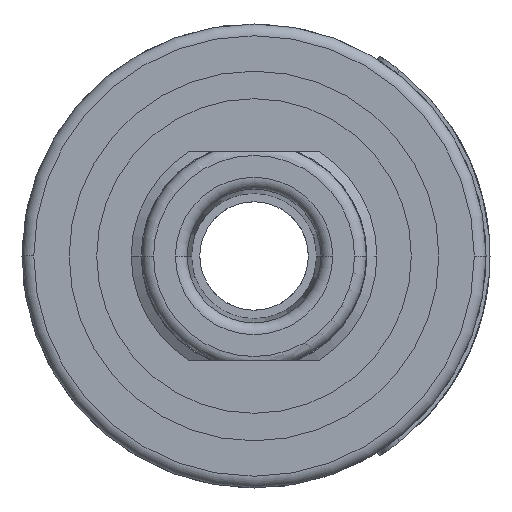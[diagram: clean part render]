
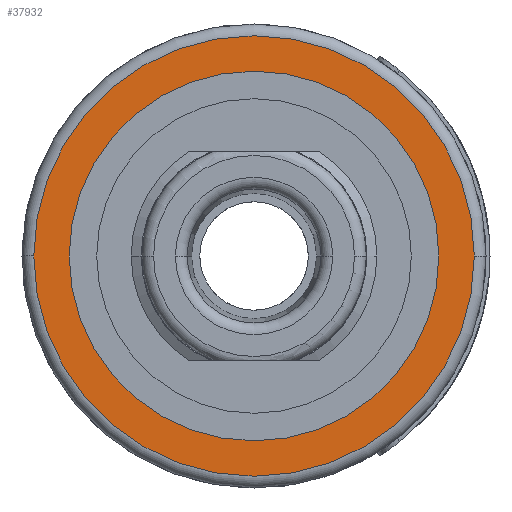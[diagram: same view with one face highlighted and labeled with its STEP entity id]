
A CAD part, left-side view. The second image highlights one B-rep face of the part: STEP entity #37932.
In plain terms, the highlighted planar face has unit normal (-1, 0, 0).
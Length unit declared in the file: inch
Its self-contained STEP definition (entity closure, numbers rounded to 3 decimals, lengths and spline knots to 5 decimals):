
#1609 = CARTESIAN_POINT ( 'NONE',  ( -0.53, 0., 0. ) ) ;
#2497 = CIRCLE ( 'NONE', #7871, 0.56 ) ;
#2960 = AXIS2_PLACEMENT_3D ( 'NONE', #71186, #4678, #44909 ) ;
#4608 = EDGE_LOOP ( 'NONE', ( #25684, #69823 ) ) ;
#4678 = DIRECTION ( 'NONE',  ( -1., 0., 0. ) ) ;
#7387 = FACE_OUTER_BOUND ( 'NONE', #4608, .T. ) ;
#7871 = AXIS2_PLACEMENT_3D ( 'NONE', #86996, #10486, #36174 ) ;
#10486 = DIRECTION ( 'NONE',  ( -1., 0., 0. ) ) ;
#12679 = VERTEX_POINT ( 'NONE', #74141 ) ;
#13138 = VERTEX_POINT ( 'NONE', #34805 ) ;
#15211 = DIRECTION ( 'NONE',  ( 1., 0., 0. ) ) ;
#23577 = FACE_BOUND ( 'NONE', #45498, .T. ) ;
#25684 = ORIENTED_EDGE ( 'NONE', *, *, #27646, .T. ) ;
#26047 = CARTESIAN_POINT ( 'NONE',  ( -0.53, 0., 0. ) ) ;
#26452 = CARTESIAN_POINT ( 'NONE',  ( -0.53, 0., -0.56 ) ) ;
#27646 = EDGE_CURVE ( 'NONE', #12679, #76995, #98323, .T. ) ;
#34805 = CARTESIAN_POINT ( 'NONE',  ( -0.53, 0., -0.47 ) ) ;
#36174 = DIRECTION ( 'NONE',  ( 0., 0., 1. ) ) ;
#37932 = ADVANCED_FACE ( 'NONE', ( #23577, #7387 ), #77194, .F. ) ;
#40476 = CIRCLE ( 'NONE', #2960, 0.47 ) ;
#41546 = VERTEX_POINT ( 'NONE', #48584 ) ;
#44139 = CIRCLE ( 'NONE', #60097, 0.47 ) ;
#44909 = DIRECTION ( 'NONE',  ( 0., 0., 1. ) ) ;
#45498 = EDGE_LOOP ( 'NONE', ( #62774, #102376 ) ) ;
#48584 = CARTESIAN_POINT ( 'NONE',  ( -0.53, 0., 0.47 ) ) ;
#51730 = DIRECTION ( 'NONE',  ( 0., 0., 1. ) ) ;
#53678 = AXIS2_PLACEMENT_3D ( 'NONE', #26047, #103657, #51730 ) ;
#54598 = DIRECTION ( 'NONE',  ( 0., 0., 1. ) ) ;
#58087 = EDGE_CURVE ( 'NONE', #13138, #41546, #44139, .T. ) ;
#59249 = DIRECTION ( 'NONE',  ( 0., 0., -1. ) ) ;
#60097 = AXIS2_PLACEMENT_3D ( 'NONE', #1609, #69802, #54598 ) ;
#62774 = ORIENTED_EDGE ( 'NONE', *, *, #97984, .F. ) ;
#69802 = DIRECTION ( 'NONE',  ( -1., 0., 0. ) ) ;
#69823 = ORIENTED_EDGE ( 'NONE', *, *, #99859, .T. ) ;
#71186 = CARTESIAN_POINT ( 'NONE',  ( -0.53, 0., 0. ) ) ;
#74141 = CARTESIAN_POINT ( 'NONE',  ( -0.53, 0., 0.56 ) ) ;
#76995 = VERTEX_POINT ( 'NONE', #26452 ) ;
#77194 = PLANE ( 'NONE',  #90142 ) ;
#86996 = CARTESIAN_POINT ( 'NONE',  ( -0.53, 0., 0. ) ) ;
#90142 = AXIS2_PLACEMENT_3D ( 'NONE', #92245, #15211, #59249 ) ;
#92245 = CARTESIAN_POINT ( 'NONE',  ( -0.53, 0.47, 0. ) ) ;
#97984 = EDGE_CURVE ( 'NONE', #41546, #13138, #40476, .T. ) ;
#98323 = CIRCLE ( 'NONE', #53678, 0.56 ) ;
#99859 = EDGE_CURVE ( 'NONE', #76995, #12679, #2497, .T. ) ;
#102376 = ORIENTED_EDGE ( 'NONE', *, *, #58087, .F. ) ;
#103657 = DIRECTION ( 'NONE',  ( -1., 0., 0. ) ) ;
